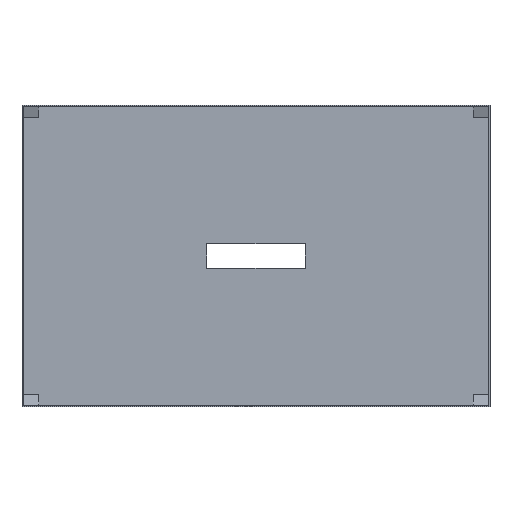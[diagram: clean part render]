
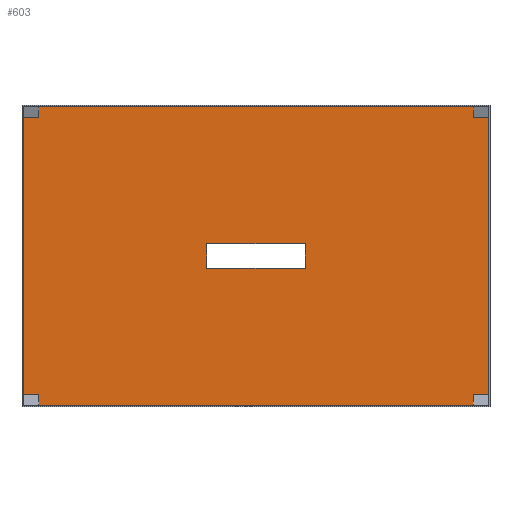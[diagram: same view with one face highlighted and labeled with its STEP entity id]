
A CAD part, front view. The second image highlights one B-rep face of the part: STEP entity #603.
In plain terms, the highlighted planar face has unit normal (0, -1, 0).
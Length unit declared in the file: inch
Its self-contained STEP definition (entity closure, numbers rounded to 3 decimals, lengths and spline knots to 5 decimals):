
#15=FACE_BOUND('',#63,.T.);
#31=FACE_OUTER_BOUND('',#62,.T.);
#62=EDGE_LOOP('',(#459,#460,#461,#462));
#63=EDGE_LOOP('',(#463,#464,#465,#466));
#83=LINE('',#826,#167);
#87=LINE('',#834,#171);
#90=LINE('',#840,#174);
#93=LINE('',#845,#177);
#104=LINE('',#869,#188);
#126=LINE('',#916,#210);
#139=LINE('',#941,#223);
#140=LINE('',#942,#224);
#167=VECTOR('',#678,0.3937);
#171=VECTOR('',#684,0.3937);
#174=VECTOR('',#689,0.3937);
#177=VECTOR('',#694,0.3937);
#188=VECTOR('',#709,0.3937);
#210=VECTOR('',#737,0.3937);
#223=VECTOR('',#760,0.3937);
#224=VECTOR('',#761,0.3937);
#251=VERTEX_POINT('',#824);
#252=VERTEX_POINT('',#825);
#255=VERTEX_POINT('',#833);
#257=VERTEX_POINT('',#839);
#268=VERTEX_POINT('',#866);
#269=VERTEX_POINT('',#868);
#290=VERTEX_POINT('',#913);
#291=VERTEX_POINT('',#915);
#307=EDGE_CURVE('',#251,#252,#83,.T.);
#311=EDGE_CURVE('',#252,#255,#87,.T.);
#314=EDGE_CURVE('',#255,#257,#90,.T.);
#317=EDGE_CURVE('',#257,#251,#93,.T.);
#328=EDGE_CURVE('',#268,#269,#104,.T.);
#350=EDGE_CURVE('',#290,#291,#126,.T.);
#363=EDGE_CURVE('',#268,#291,#139,.T.);
#364=EDGE_CURVE('',#290,#269,#140,.T.);
#459=ORIENTED_EDGE('',*,*,#363,.T.);
#460=ORIENTED_EDGE('',*,*,#350,.F.);
#461=ORIENTED_EDGE('',*,*,#364,.T.);
#462=ORIENTED_EDGE('',*,*,#328,.F.);
#463=ORIENTED_EDGE('',*,*,#314,.T.);
#464=ORIENTED_EDGE('',*,*,#317,.T.);
#465=ORIENTED_EDGE('',*,*,#307,.T.);
#466=ORIENTED_EDGE('',*,*,#311,.T.);
#572=PLANE('',#656);
#603=ADVANCED_FACE('',(#31,#15),#572,.F.);
#656=AXIS2_PLACEMENT_3D('',#940,#758,#759);
#678=DIRECTION('',(0.,0.,1.));
#684=DIRECTION('',(1.,0.,0.));
#689=DIRECTION('',(0.,0.,-1.));
#694=DIRECTION('',(-1.,0.,0.));
#709=DIRECTION('',(0.,0.,1.));
#737=DIRECTION('',(0.,0.,-1.));
#758=DIRECTION('center_axis',(0.,1.,0.));
#759=DIRECTION('ref_axis',(0.,0.,1.));
#760=DIRECTION('',(1.,0.,0.));
#761=DIRECTION('',(-1.,0.,0.));
#824=CARTESIAN_POINT('',(-0.8,0.,-0.197));
#825=CARTESIAN_POINT('',(-0.8,0.,0.197));
#826=CARTESIAN_POINT('',(-0.8,0.,0.0985));
#833=CARTESIAN_POINT('',(0.8,0.,0.197));
#834=CARTESIAN_POINT('',(0.4,0.,0.197));
#839=CARTESIAN_POINT('',(0.8,0.,-0.197));
#840=CARTESIAN_POINT('',(0.8,0.,-0.0985));
#845=CARTESIAN_POINT('',(-0.4,0.,-0.197));
#866=CARTESIAN_POINT('',(-3.7925,0.,-2.43));
#868=CARTESIAN_POINT('',(-3.7925,0.,2.43));
#869=CARTESIAN_POINT('',(-3.7925,0.,-2.455));
#913=CARTESIAN_POINT('',(3.7925,0.,2.43));
#915=CARTESIAN_POINT('',(3.7925,0.,-2.43));
#916=CARTESIAN_POINT('',(3.7925,0.,2.455));
#940=CARTESIAN_POINT('Origin',(0.,0.,0.));
#941=CARTESIAN_POINT('',(1.89625,0.,-2.43));
#942=CARTESIAN_POINT('',(-1.89625,0.,2.43));
